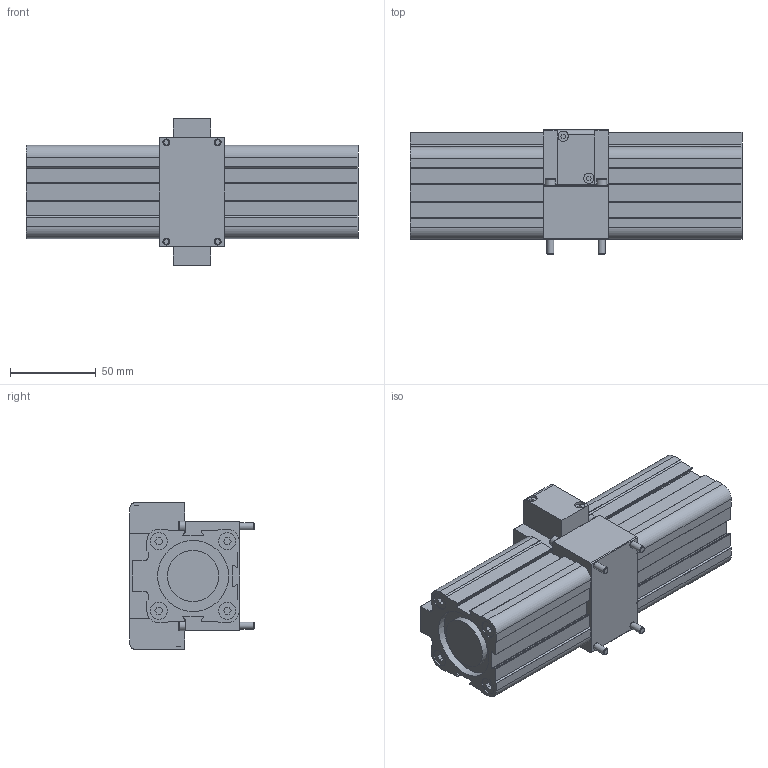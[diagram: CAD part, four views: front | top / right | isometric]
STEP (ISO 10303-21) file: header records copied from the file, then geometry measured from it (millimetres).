
FILE_DESCRIPTION( ( 'STEP AP214' ), ' ' );
FILE_NAME( '9002100.stp', '2017-03-02T09:51:30', ( '' ), ( '' ), ' ', 'PARTsolutions', ' ' );
FILE_SCHEMA( ( 'AUTOMOTIVE_DESIGN { 1 0 10303 214 1 1 1 1 }' ) );
Length unit declared in the file: millimetre
Products named in the file (1): _9002100
Bounding box: 194 x 72.5 x 85.6 mm (x, y, z)
Volume: 603609.7 mm3; surface area: 64468.5 mm2
Topology: 1 solids, 1 shells, 365 faces, 954 edges, 625 vertices
Faces by surface type: plane 264, cylinder 83, cone 14, torus 4
Full cylindrical faces by diameter (mm): 3.242 x2, 4 x4, 6 x8, 8.566 x3, 10 x8, 30 x2, 41.5 x2
Entity records: 13710 total; most frequent: CARTESIAN_POINT 1925, DIRECTION 1804, ORIENTED_EDGE 1774, EDGE_CURVE 887, LINE 698, VECTOR 698, VERTEX_POINT 610, AXIS2_PLACEMENT_3D 553
